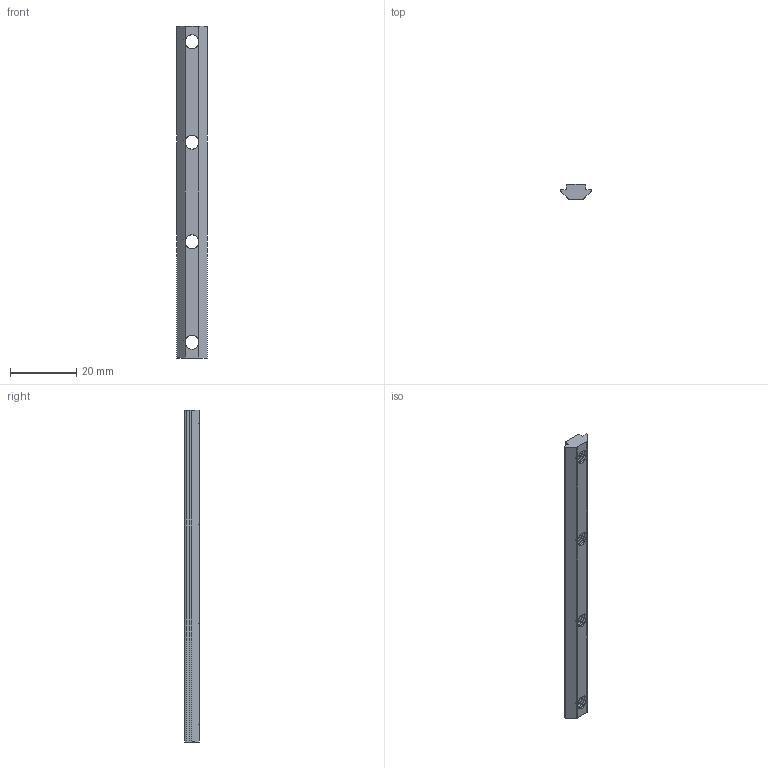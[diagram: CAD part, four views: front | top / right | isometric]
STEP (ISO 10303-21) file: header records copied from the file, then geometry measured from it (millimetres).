
FILE_DESCRIPTION (( 'STEP AP214' ), '1' );
FILE_NAME ('20槽条连接件（欧标）.STEP', '2019-07-26T00:46:24', ( '微软用户' ), ( '微软中国' ), 'SwSTEP 2.0', 'SolidWorks 2015', '' );
FILE_SCHEMA (( 'AUTOMOTIVE_DESIGN' ));
Length unit declared in the file: millimetre
Products named in the file (1): 20羞沭蟀諉璃ㄗ韁梓ㄘ
Bounding box: 9.3 x 4.5 x 100 mm (x, y, z)
Volume: 2955.7 mm3; surface area: 2770.9 mm2
Topology: 1 solids, 1 shells, 285 faces, 826 edges, 548 vertices
Faces by surface type: plane 146, cylinder 103, bspline 36
Entity records: 15631 total; most frequent: CARTESIAN_POINT 8726, ORIENTED_EDGE 1652, DIRECTION 1065, EDGE_CURVE 826, VERTEX_POINT 548, VECTOR 511, LINE 511, EDGE_LOOP 298
